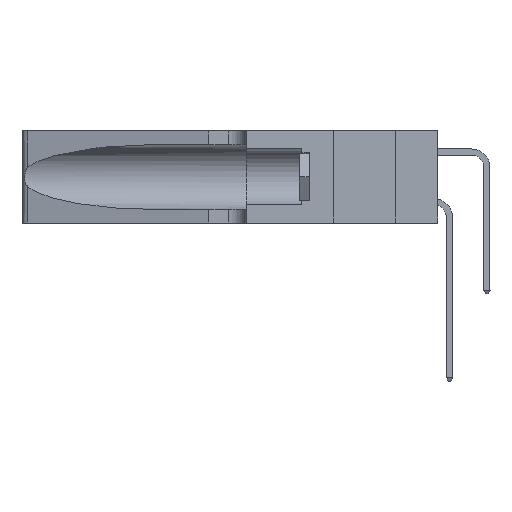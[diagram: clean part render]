
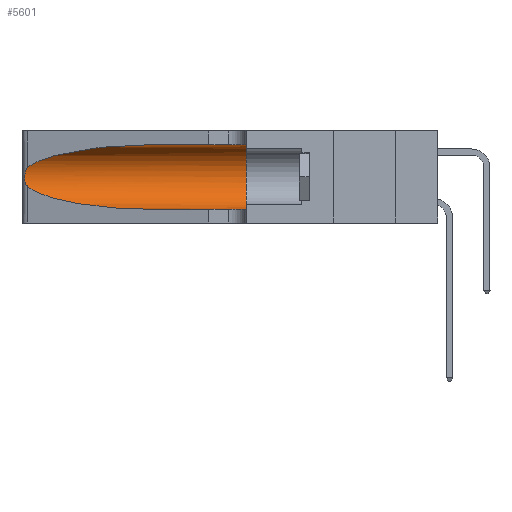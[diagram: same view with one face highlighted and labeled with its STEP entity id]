
A CAD part, left-side view. The second image highlights one B-rep face of the part: STEP entity #5601.
In plain terms, the highlighted cylindrical face has radius 3.308 mm (diameter 6.617 mm), a partial arc.
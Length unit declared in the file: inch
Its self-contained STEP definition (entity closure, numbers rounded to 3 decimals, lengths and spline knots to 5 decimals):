
#83 = CARTESIAN_POINT ( 'NONE',  ( 0.26018, 1.23835, 0.19895 ) ) ;
#558 = ORIENTED_EDGE ( 'NONE', *, *, #3107, .F. ) ;
#847 = ORIENTED_EDGE ( 'NONE', *, *, #18576, .T. ) ;
#1249 = CARTESIAN_POINT ( 'NONE',  ( 0.2373, 1.15595, 0.08982 ) ) ;
#2068 = DIRECTION ( 'NONE',  ( 0., 0., -1. ) ) ;
#2251 = CARTESIAN_POINT ( 'NONE',  ( 0.26075, 1.23896, 0.178 ) ) ;
#2490 = CARTESIAN_POINT ( 'NONE',  ( 0.1305, 0.35, 0.185 ) ) ;
#2882 = EDGE_CURVE ( 'NONE', #13220, #26012, #4003, .T. ) ;
#2966 = VECTOR ( 'NONE', #21496, 39.37008 ) ;
#3107 = EDGE_CURVE ( 'NONE', #22144, #8225, #21901, .T. ) ;
#3377 = CARTESIAN_POINT ( 'NONE',  ( 0.1305, 0.72297, 0.05475 ) ) ;
#4003 = B_SPLINE_CURVE_WITH_KNOTS ( 'NONE', 3,
 ( #10647, #23189, #18972, #25301, #12742, #83, #14863, #2251, #16950, #4379, #19054, #6554, #21154, #8634 ),
 .UNSPECIFIED., .F., .F.,
 ( 4, 2, 2, 2, 2, 2, 4 ),
 ( 0., 0.00027, 0.00053, 0.00107, 0.0016, 0.00187, 0.00214 ),
 .UNSPECIFIED. ) ;
#4379 = CARTESIAN_POINT ( 'NONE',  ( 0.25856, 1.23593, 0.16098 ) ) ;
#4517 = VECTOR ( 'NONE', #21972, 39.37008 ) ;
#4626 = DIRECTION ( 'NONE',  ( 0., 0., 1. ) ) ;
#5601 = ADVANCED_FACE ( 'NONE', ( #6071 ), #10976, .F. ) ;
#6071 = FACE_OUTER_BOUND ( 'NONE', #8049, .T. ) ;
#6554 = CARTESIAN_POINT ( 'NONE',  ( 0.25639, 1.23186, 0.15144 ) ) ;
#8049 = EDGE_LOOP ( 'NONE', ( #19984, #13572, #17824, #847, #26089, #558 ) ) ;
#8225 = VERTEX_POINT ( 'NONE', #12704 ) ;
#8401 = CARTESIAN_POINT ( 'NONE',  ( 0.1305, 0.72297, 0.31525 ) ) ;
#8597 = LINE ( 'NONE', #19393, #2966 ) ;
#8634 = CARTESIAN_POINT ( 'NONE',  ( 0.25487, 1.22718, 0.14631 ) ) ;
#9171 = EDGE_CURVE ( 'NONE', #26012, #18427, #16612, .T. ) ;
#9450 = CARTESIAN_POINT ( 'NONE',  ( 0.1305, 1.61858, 0.31525 ) ) ;
#9905 = VERTEX_POINT ( 'NONE', #14207 ) ;
#10172 = EDGE_CURVE ( 'NONE', #8225, #9905, #11011, .T. ) ;
#10225 = CARTESIAN_POINT ( 'NONE',  ( 0.1305, 0.72297, 0.31525 ) ) ;
#10502 = CARTESIAN_POINT ( 'NONE',  ( 0.2373, 1.15595, 0.28018 ) ) ;
#10647 = CARTESIAN_POINT ( 'NONE',  ( 0.25487, 1.22718, 0.22369 ) ) ;
#10976 = CYLINDRICAL_SURFACE ( 'NONE', #17441, 0.13025 ) ;
#11011 = CIRCLE ( 'NONE', #13601, 0.13025 ) ;
#12582 =( BOUNDED_CURVE ( )  B_SPLINE_CURVE ( 3, ( #8401, #18825, #10502, #25141 ),
 .UNSPECIFIED., .F., .F. ) 
 B_SPLINE_CURVE_WITH_KNOTS ( ( 4, 4 ),
 ( 1.5708, 2.84003 ),
 .UNSPECIFIED. ) 
 CURVE ( )  GEOMETRIC_REPRESENTATION_ITEM ( )  RATIONAL_B_SPLINE_CURVE ( ( 1., 0.87, 0.87, 1. ) ) 
 REPRESENTATION_ITEM ( '' )  );
#12704 = CARTESIAN_POINT ( 'NONE',  ( 0.1305, 0.35, 0.31525 ) ) ;
#12742 = CARTESIAN_POINT ( 'NONE',  ( 0.25854, 1.2359, 0.20912 ) ) ;
#13220 = VERTEX_POINT ( 'NONE', #21234 ) ;
#13572 = ORIENTED_EDGE ( 'NONE', *, *, #2882, .T. ) ;
#13601 = AXIS2_PLACEMENT_3D ( 'NONE', #2490, #17192, #4626 ) ;
#13869 = CARTESIAN_POINT ( 'NONE',  ( 0.25487, 1.22718, 0.14631 ) ) ;
#14207 = CARTESIAN_POINT ( 'NONE',  ( 0.1305, 0.35, 0.05475 ) ) ;
#14752 = CARTESIAN_POINT ( 'NONE',  ( 0.1305, 0.72297, 0.05475 ) ) ;
#14863 = CARTESIAN_POINT ( 'NONE',  ( 0.26075, 1.23896, 0.19203 ) ) ;
#15966 = CARTESIAN_POINT ( 'NONE',  ( 0.18966, 0.96281, 0.05475 ) ) ;
#16612 =( BOUNDED_CURVE ( )  B_SPLINE_CURVE ( 3, ( #13869, #1249, #15966, #3377 ),
 .UNSPECIFIED., .F., .F. ) 
 B_SPLINE_CURVE_WITH_KNOTS ( ( 4, 4 ),
 ( 3.44316, 4.71239 ),
 .UNSPECIFIED. ) 
 CURVE ( )  GEOMETRIC_REPRESENTATION_ITEM ( )  RATIONAL_B_SPLINE_CURVE ( ( 1., 0.87, 0.87, 1. ) ) 
 REPRESENTATION_ITEM ( '' )  );
#16681 = DIRECTION ( 'NONE',  ( 0., -1., 0. ) ) ;
#16950 = CARTESIAN_POINT ( 'NONE',  ( 0.26017, 1.23833, 0.17102 ) ) ;
#17192 = DIRECTION ( 'NONE',  ( 0., 1., 0. ) ) ;
#17441 = AXIS2_PLACEMENT_3D ( 'NONE', #18883, #16681, #2068 ) ;
#17824 = ORIENTED_EDGE ( 'NONE', *, *, #9171, .T. ) ;
#18427 = VERTEX_POINT ( 'NONE', #14752 ) ;
#18576 = EDGE_CURVE ( 'NONE', #18427, #9905, #8597, .T. ) ;
#18825 = CARTESIAN_POINT ( 'NONE',  ( 0.18966, 0.96281, 0.31525 ) ) ;
#18883 = CARTESIAN_POINT ( 'NONE',  ( 0.1305, 1.61858, 0.185 ) ) ;
#18972 = CARTESIAN_POINT ( 'NONE',  ( 0.25639, 1.23184, 0.21858 ) ) ;
#19054 = CARTESIAN_POINT ( 'NONE',  ( 0.25789, 1.23486, 0.15765 ) ) ;
#19393 = CARTESIAN_POINT ( 'NONE',  ( 0.1305, 1.61858, 0.05475 ) ) ;
#19984 = ORIENTED_EDGE ( 'NONE', *, *, #26595, .T. ) ;
#21154 = CARTESIAN_POINT ( 'NONE',  ( 0.25555, 1.22993, 0.14849 ) ) ;
#21234 = CARTESIAN_POINT ( 'NONE',  ( 0.25487, 1.22718, 0.22369 ) ) ;
#21496 = DIRECTION ( 'NONE',  ( 0., -1., 0. ) ) ;
#21901 = LINE ( 'NONE', #9450, #4517 ) ;
#21972 = DIRECTION ( 'NONE',  ( 0., -1., 0. ) ) ;
#22144 = VERTEX_POINT ( 'NONE', #10225 ) ;
#23189 = CARTESIAN_POINT ( 'NONE',  ( 0.25555, 1.22994, 0.2215 ) ) ;
#25141 = CARTESIAN_POINT ( 'NONE',  ( 0.25487, 1.22718, 0.22369 ) ) ;
#25270 = CARTESIAN_POINT ( 'NONE',  ( 0.25487, 1.22718, 0.14631 ) ) ;
#25301 = CARTESIAN_POINT ( 'NONE',  ( 0.25787, 1.23484, 0.2124 ) ) ;
#26012 = VERTEX_POINT ( 'NONE', #25270 ) ;
#26089 = ORIENTED_EDGE ( 'NONE', *, *, #10172, .F. ) ;
#26595 = EDGE_CURVE ( 'NONE', #22144, #13220, #12582, .T. ) ;
